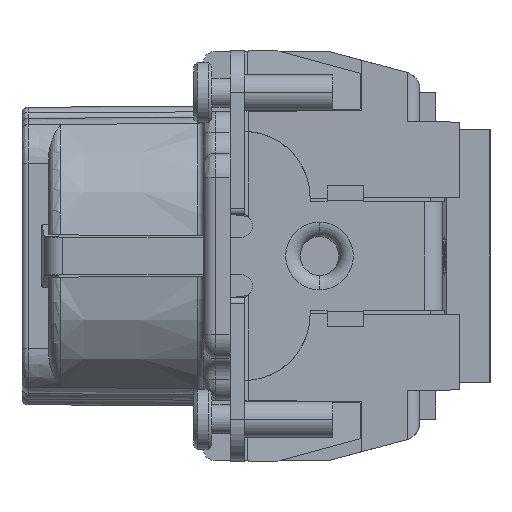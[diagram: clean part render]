
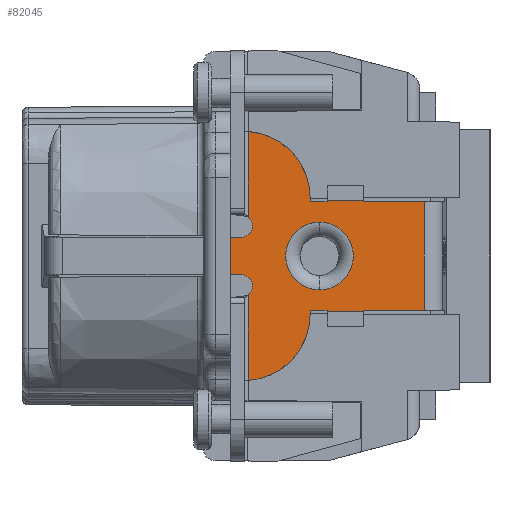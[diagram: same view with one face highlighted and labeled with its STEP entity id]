
A CAD part, left-side view. The second image highlights one B-rep face of the part: STEP entity #82045.
In plain terms, the highlighted planar face has unit normal (-1, 0, 0).
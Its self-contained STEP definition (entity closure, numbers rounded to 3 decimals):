
#19071=CARTESIAN_POINT('',(-46.4,-9.8,0.));
#19072=DIRECTION('',(-1.,0.,0.));
#19073=DIRECTION('',(0.,0.,1.));
#19074=AXIS2_PLACEMENT_3D('',#19071,#19072,#19073);
#19076=CARTESIAN_POINT('',(-46.4,-9.8,0.));
#19077=DIRECTION('',(-1.,0.,0.));
#19078=DIRECTION('',(0.,0.,-1.));
#19079=AXIS2_PLACEMENT_3D('',#19076,#19077,#19078);
#19089=DIRECTION('',(0.,-1.,0.));
#19090=VECTOR('',#19089,0.929);
#19091=CARTESIAN_POINT('',(-46.4,-2.4,1.55));
#19092=LINE('',#19091,#19090);
#19093=CARTESIAN_POINT('',(-46.4,-3.329,2.475));
#19094=DIRECTION('',(-1.,0.,0.));
#19095=DIRECTION('',(0.,0.,-1.));
#19096=AXIS2_PLACEMENT_3D('',#19093,#19094,#19095);
#19098=CARTESIAN_POINT('',(-46.4,-3.529,4.8));
#19099=DIRECTION('',(1.,0.,0.));
#19100=DIRECTION('',(0.,-0.067,0.998));
#19101=AXIS2_PLACEMENT_3D('',#19098,#19099,#19100);
#19103=DIRECTION('',(0.,0.,-1.));
#19104=VECTOR('',#19103,0.3);
#19105=CARTESIAN_POINT('',(-46.4,-9.029,4.8));
#19106=LINE('',#19105,#19104);
#19107=DIRECTION('',(0.,-1.,0.));
#19108=VECTOR('',#19107,1.4);
#19109=CARTESIAN_POINT('',(-46.4,-9.029,4.5));
#19110=LINE('',#19109,#19108);
#19111=DIRECTION('',(0.,0.,1.));
#19112=VECTOR('',#19111,0.05);
#19113=CARTESIAN_POINT('',(-46.4,-10.429,4.5));
#19114=LINE('',#19113,#19112);
#19115=DIRECTION('',(0.,0.,-1.));
#19116=VECTOR('',#19115,0.05);
#19117=CARTESIAN_POINT('',(-46.4,-13.429,4.55));
#19118=LINE('',#19117,#19116);
#19119=DIRECTION('',(0.,-1.,0.));
#19120=VECTOR('',#19119,5.05);
#19121=CARTESIAN_POINT('',(-46.4,-13.429,4.5));
#19122=LINE('',#19121,#19120);
#19123=DIRECTION('',(0.,1.,0.));
#19124=VECTOR('',#19123,5.05);
#19125=CARTESIAN_POINT('',(-46.4,-18.479,-4.5));
#19126=LINE('',#19125,#19124);
#19127=DIRECTION('',(0.,0.,-1.));
#19128=VECTOR('',#19127,0.05);
#19129=CARTESIAN_POINT('',(-46.4,-13.429,-4.5));
#19130=LINE('',#19129,#19128);
#19131=DIRECTION('',(0.,0.,1.));
#19132=VECTOR('',#19131,0.05);
#19133=CARTESIAN_POINT('',(-46.4,-10.429,-4.55));
#19134=LINE('',#19133,#19132);
#19135=DIRECTION('',(0.,1.,0.));
#19136=VECTOR('',#19135,1.4);
#19137=CARTESIAN_POINT('',(-46.4,-10.429,-4.5));
#19138=LINE('',#19137,#19136);
#19139=DIRECTION('',(0.,0.,-1.));
#19140=VECTOR('',#19139,0.3);
#19141=CARTESIAN_POINT('',(-46.4,-9.029,-4.5));
#19142=LINE('',#19141,#19140);
#19143=CARTESIAN_POINT('',(-46.4,-3.529,-4.8));
#19144=DIRECTION('',(1.,0.,0.));
#19145=DIRECTION('',(0.,-1.,0.));
#19146=AXIS2_PLACEMENT_3D('',#19143,#19144,#19145);
#19148=CARTESIAN_POINT('',(-46.4,-3.329,-2.475));
#19149=DIRECTION('',(-1.,0.,0.));
#19150=DIRECTION('',(0.,-0.618,-0.787));
#19151=AXIS2_PLACEMENT_3D('',#19148,#19149,#19150);
#19153=DIRECTION('',(0.,1.,0.));
#19154=VECTOR('',#19153,0.929);
#19155=CARTESIAN_POINT('',(-46.4,-3.329,-1.55));
#19156=LINE('',#19155,#19154);
#19507=DIRECTION('',(0.,-1.,0.));
#19508=VECTOR('',#19507,3.);
#19509=CARTESIAN_POINT('',(-46.4,-10.429,-4.55));
#19510=LINE('',#19509,#19508);
#19624=DIRECTION('',(0.,0.,-1.));
#19625=VECTOR('',#19624,3.1);
#19626=CARTESIAN_POINT('',(-46.4,-2.4,1.55));
#19627=LINE('',#19626,#19625);
#19797=DIRECTION('',(0.,0.,-1.));
#19798=VECTOR('',#19797,7.085);
#19799=CARTESIAN_POINT('',(-46.4,-3.9,-3.203));
#19800=LINE('',#19799,#19798);
#26649=CARTESIAN_POINT('',(-46.4,-3.9,10.287));
#26651=DIRECTION('',(0.,0.,-1.));
#26652=VECTOR('',#26651,7.085);
#26653=CARTESIAN_POINT('',(-46.4,-3.9,10.287));
#26654=LINE('',#26653,#26652);
#27463=DIRECTION('',(0.,0.,1.));
#27464=VECTOR('',#27463,9.);
#27465=CARTESIAN_POINT('',(-46.4,-18.479,-4.5));
#27466=LINE('',#27465,#27464);
#27785=DIRECTION('',(0.,1.,0.));
#27786=VECTOR('',#27785,3.);
#27787=CARTESIAN_POINT('',(-46.4,-13.429,4.55));
#27788=LINE('',#27787,#27786);
#63757=CARTESIAN_POINT('',(-46.4,-13.429,-4.55));
#63758=VERTEX_POINT('',#63757);
#63763=CARTESIAN_POINT('',(-46.4,-10.429,-4.55));
#63764=VERTEX_POINT('',#63763);
#63838=CARTESIAN_POINT('',(-46.4,-3.329,1.55));
#63839=VERTEX_POINT('',#63838);
#63840=CARTESIAN_POINT('',(-46.4,-3.9,3.203));
#63841=VERTEX_POINT('',#63840);
#63849=VERTEX_POINT('',#26649);
#63850=CARTESIAN_POINT('',(-46.4,-9.029,4.8));
#63851=VERTEX_POINT('',#63850);
#63852=CARTESIAN_POINT('',(-46.4,-9.029,4.5));
#63853=VERTEX_POINT('',#63852);
#63854=CARTESIAN_POINT('',(-46.4,-10.429,4.5));
#63855=VERTEX_POINT('',#63854);
#63856=CARTESIAN_POINT('',(-46.4,-10.429,4.55));
#63857=VERTEX_POINT('',#63856);
#63870=CARTESIAN_POINT('',(-46.4,-13.429,4.55));
#63872=VERTEX_POINT('',#63870);
#63878=CARTESIAN_POINT('',(-46.4,-13.429,4.5));
#63879=VERTEX_POINT('',#63878);
#63880=CARTESIAN_POINT('',(-46.4,-18.479,4.5));
#63881=VERTEX_POINT('',#63880);
#63882=CARTESIAN_POINT('',(-46.4,-18.479,-4.5));
#63883=VERTEX_POINT('',#63882);
#63884=CARTESIAN_POINT('',(-46.4,-13.429,-4.5));
#63885=VERTEX_POINT('',#63884);
#63886=CARTESIAN_POINT('',(-46.4,-10.429,-4.5));
#63887=VERTEX_POINT('',#63886);
#63888=CARTESIAN_POINT('',(-46.4,-9.029,-4.5));
#63889=VERTEX_POINT('',#63888);
#63890=CARTESIAN_POINT('',(-46.4,-9.029,-4.8));
#63891=VERTEX_POINT('',#63890);
#63892=CARTESIAN_POINT('',(-46.4,-3.9,-10.287));
#63893=VERTEX_POINT('',#63892);
#63894=CARTESIAN_POINT('',(-46.4,-3.9,-3.203));
#63895=VERTEX_POINT('',#63894);
#63896=CARTESIAN_POINT('',(-46.4,-3.329,-1.55));
#63897=VERTEX_POINT('',#63896);
#63898=CARTESIAN_POINT('',(-46.4,-9.8,2.8));
#63899=CARTESIAN_POINT('',(-46.4,-9.8,-2.8));
#63900=VERTEX_POINT('',#63898);
#63901=VERTEX_POINT('',#63899);
#64315=CARTESIAN_POINT('',(-46.4,-2.4,1.55));
#64317=VERTEX_POINT('',#64315);
#64325=CARTESIAN_POINT('',(-46.4,-2.4,-1.55));
#64326=VERTEX_POINT('',#64325);
#81989=CARTESIAN_POINT('',(-46.4,2.471,0.));
#81990=DIRECTION('',(-1.,0.,0.));
#81991=DIRECTION('',(0.,0.,-1.));
#81992=AXIS2_PLACEMENT_3D('',#81989,#81990,#81991);
#81993=PLANE('',#81992);
#81995=ORIENTED_EDGE('',*,*,#81994,.F.);
#81996=ORIENTED_EDGE('',*,*,#81967,.T.);
#81998=ORIENTED_EDGE('',*,*,#81997,.T.);
#82000=ORIENTED_EDGE('',*,*,#81999,.F.);
#82002=ORIENTED_EDGE('',*,*,#82001,.T.);
#82004=ORIENTED_EDGE('',*,*,#82003,.T.);
#82006=ORIENTED_EDGE('',*,*,#82005,.T.);
#82008=ORIENTED_EDGE('',*,*,#82007,.T.);
#82010=ORIENTED_EDGE('',*,*,#82009,.F.);
#82012=ORIENTED_EDGE('',*,*,#82011,.T.);
#82014=ORIENTED_EDGE('',*,*,#82013,.T.);
#82016=ORIENTED_EDGE('',*,*,#82015,.F.);
#82018=ORIENTED_EDGE('',*,*,#82017,.T.);
#82020=ORIENTED_EDGE('',*,*,#82019,.T.);
#82022=ORIENTED_EDGE('',*,*,#82021,.F.);
#82024=ORIENTED_EDGE('',*,*,#82023,.T.);
#82026=ORIENTED_EDGE('',*,*,#82025,.T.);
#82028=ORIENTED_EDGE('',*,*,#82027,.T.);
#82030=ORIENTED_EDGE('',*,*,#82029,.T.);
#82032=ORIENTED_EDGE('',*,*,#82031,.F.);
#82034=ORIENTED_EDGE('',*,*,#82033,.T.);
#82036=ORIENTED_EDGE('',*,*,#82035,.T.);
#82037=EDGE_LOOP('',(#81995,#81996,#81998,#82000,#82002,#82004,#82006,#82008,
#82010,#82012,#82014,#82016,#82018,#82020,#82022,#82024,#82026,#82028,#82030,
#82032,#82034,#82036));
#82038=FACE_OUTER_BOUND('',#82037,.F.);
#82040=ORIENTED_EDGE('',*,*,#82039,.T.);
#82042=ORIENTED_EDGE('',*,*,#82041,.T.);
#82043=EDGE_LOOP('',(#82040,#82042));
#82044=FACE_BOUND('',#82043,.F.);
#82045=ADVANCED_FACE('',(#82038,#82044),#81993,.T.);
#19075=CIRCLE('',#19074,2.8);
#19080=CIRCLE('',#19079,2.8);
#19097=CIRCLE('',#19096,0.925);
#19102=CIRCLE('',#19101,5.5);
#19147=CIRCLE('',#19146,5.5);
#19152=CIRCLE('',#19151,0.925);
#81967=EDGE_CURVE('',#64317,#63839,#19092,.T.);
#81994=EDGE_CURVE('',#64317,#64326,#19627,.T.);
#81997=EDGE_CURVE('',#63839,#63841,#19097,.T.);
#81999=EDGE_CURVE('',#63849,#63841,#26654,.T.);
#82001=EDGE_CURVE('',#63849,#63851,#19102,.T.);
#82003=EDGE_CURVE('',#63851,#63853,#19106,.T.);
#82005=EDGE_CURVE('',#63853,#63855,#19110,.T.);
#82007=EDGE_CURVE('',#63855,#63857,#19114,.T.);
#82009=EDGE_CURVE('',#63872,#63857,#27788,.T.);
#82011=EDGE_CURVE('',#63872,#63879,#19118,.T.);
#82013=EDGE_CURVE('',#63879,#63881,#19122,.T.);
#82015=EDGE_CURVE('',#63883,#63881,#27466,.T.);
#82017=EDGE_CURVE('',#63883,#63885,#19126,.T.);
#82019=EDGE_CURVE('',#63885,#63758,#19130,.T.);
#82021=EDGE_CURVE('',#63764,#63758,#19510,.T.);
#82023=EDGE_CURVE('',#63764,#63887,#19134,.T.);
#82025=EDGE_CURVE('',#63887,#63889,#19138,.T.);
#82027=EDGE_CURVE('',#63889,#63891,#19142,.T.);
#82029=EDGE_CURVE('',#63891,#63893,#19147,.T.);
#82031=EDGE_CURVE('',#63895,#63893,#19800,.T.);
#82033=EDGE_CURVE('',#63895,#63897,#19152,.T.);
#82035=EDGE_CURVE('',#63897,#64326,#19156,.T.);
#82039=EDGE_CURVE('',#63900,#63901,#19075,.T.);
#82041=EDGE_CURVE('',#63901,#63900,#19080,.T.);
